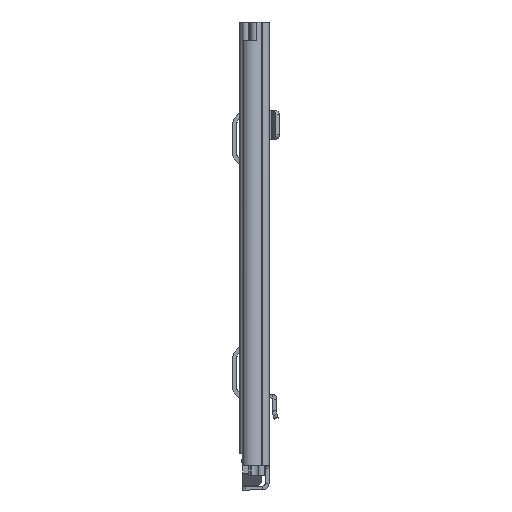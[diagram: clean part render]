
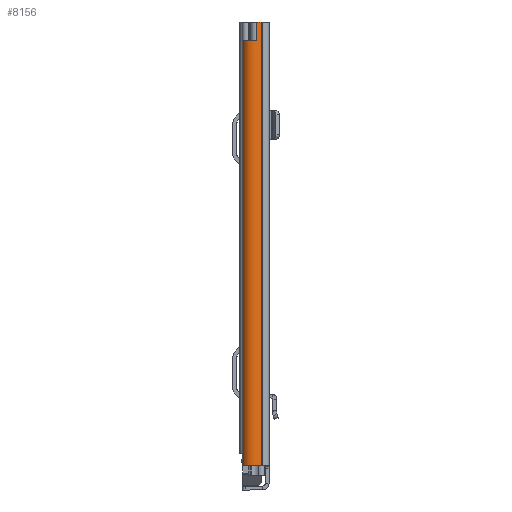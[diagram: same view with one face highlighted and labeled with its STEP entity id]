
A CAD part, front view. The second image highlights one B-rep face of the part: STEP entity #8156.
In plain terms, the highlighted cylindrical face has radius 7.6 mm (diameter 15.2 mm), a partial arc.
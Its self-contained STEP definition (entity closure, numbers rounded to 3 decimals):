
#57 = VERTEX_POINT ( 'NONE', #14912 ) ;
#206 = CARTESIAN_POINT ( 'NONE',  ( 5.244, 35.891, -288.8 ) ) ;
#305 = CYLINDRICAL_SURFACE ( 'NONE', #942, 7.6 ) ;
#354 = DIRECTION ( 'NONE',  ( 0., 0., 1. ) ) ;
#755 = DIRECTION ( 'NONE',  ( 0., 0., 1. ) ) ;
#852 = DIRECTION ( 'NONE',  ( 1., 0., 0. ) ) ;
#942 = AXIS2_PLACEMENT_3D ( 'NONE', #2001, #3039, #3315 ) ;
#1055 = CARTESIAN_POINT ( 'NONE',  ( 10.602, 30.5, -288.8 ) ) ;
#1062 = CIRCLE ( 'NONE', #11496, 7.6 ) ;
#1412 = CARTESIAN_POINT ( 'NONE',  ( 5.244, 35.891, 0. ) ) ;
#1670 = EDGE_CURVE ( 'NONE', #8646, #5222, #1933, .T. ) ;
#1879 = EDGE_CURVE ( 'NONE', #14772, #57, #1062, .T. ) ;
#1933 = CIRCLE ( 'NONE', #2515, 7.6 ) ;
#2001 = CARTESIAN_POINT ( 'NONE',  ( 10.602, 30.5, -304.8 ) ) ;
#2515 = AXIS2_PLACEMENT_3D ( 'NONE', #1055, #13834, #5543 ) ;
#3000 = VERTEX_POINT ( 'NONE', #1412 ) ;
#3039 = DIRECTION ( 'NONE',  ( 0., 0., 1. ) ) ;
#3138 = DIRECTION ( 'NONE',  ( 1., 0., 0. ) ) ;
#3315 = DIRECTION ( 'NONE',  ( 1., 0., 0. ) ) ;
#3932 = ORIENTED_EDGE ( 'NONE', *, *, #9400, .T. ) ;
#4631 = CIRCLE ( 'NONE', #6701, 7.6 ) ;
#4671 = CARTESIAN_POINT ( 'NONE',  ( 5.244, 35.891, -304.8 ) ) ;
#4692 = LINE ( 'NONE', #11582, #5636 ) ;
#5071 = CARTESIAN_POINT ( 'NONE',  ( 16.488, 35.307, -304.8 ) ) ;
#5222 = VERTEX_POINT ( 'NONE', #206 ) ;
#5543 = DIRECTION ( 'NONE',  ( 1., 0., 0. ) ) ;
#5636 = VECTOR ( 'NONE', #16161, 1000. ) ;
#6163 = ORIENTED_EDGE ( 'NONE', *, *, #1670, .T. ) ;
#6277 = ORIENTED_EDGE ( 'NONE', *, *, #12651, .T. ) ;
#6701 = AXIS2_PLACEMENT_3D ( 'NONE', #7248, #12652, #3138 ) ;
#7180 = VECTOR ( 'NONE', #354, 1000. ) ;
#7248 = CARTESIAN_POINT ( 'NONE',  ( 10.602, 30.5, 0. ) ) ;
#7288 = LINE ( 'NONE', #4671, #7180 ) ;
#7953 = CARTESIAN_POINT ( 'NONE',  ( 10.602, 30.5, -12.2 ) ) ;
#8156 = ADVANCED_FACE ( 'NONE', ( #10112 ), #305, .T. ) ;
#8254 = DIRECTION ( 'NONE',  ( 0., 0., -1. ) ) ;
#8646 = VERTEX_POINT ( 'NONE', #14226 ) ;
#9165 = EDGE_LOOP ( 'NONE', ( #13203, #11538, #6163, #6277, #3932, #16833 ) ) ;
#9400 = EDGE_CURVE ( 'NONE', #3000, #12626, #4631, .T. ) ;
#10112 = FACE_OUTER_BOUND ( 'NONE', #9165, .T. ) ;
#10434 = VECTOR ( 'NONE', #8254, 1000. ) ;
#10583 = CARTESIAN_POINT ( 'NONE',  ( 16.488, 35.307, -12.2 ) ) ;
#11496 = AXIS2_PLACEMENT_3D ( 'NONE', #7953, #755, #852 ) ;
#11538 = ORIENTED_EDGE ( 'NONE', *, *, #12221, .T. ) ;
#11582 = CARTESIAN_POINT ( 'NONE',  ( 8.413, 37.778, -304.8 ) ) ;
#12165 = LINE ( 'NONE', #5071, #10434 ) ;
#12221 = EDGE_CURVE ( 'NONE', #14772, #8646, #12165, .T. ) ;
#12626 = VERTEX_POINT ( 'NONE', #15764 ) ;
#12651 = EDGE_CURVE ( 'NONE', #5222, #3000, #7288, .T. ) ;
#12652 = DIRECTION ( 'NONE',  ( 0., 0., -1. ) ) ;
#13203 = ORIENTED_EDGE ( 'NONE', *, *, #1879, .F. ) ;
#13834 = DIRECTION ( 'NONE',  ( 0., 0., 1. ) ) ;
#14226 = CARTESIAN_POINT ( 'NONE',  ( 16.488, 35.307, -288.8 ) ) ;
#14772 = VERTEX_POINT ( 'NONE', #10583 ) ;
#14912 = CARTESIAN_POINT ( 'NONE',  ( 8.413, 37.778, -12.2 ) ) ;
#15764 = CARTESIAN_POINT ( 'NONE',  ( 8.413, 37.778, 0. ) ) ;
#16161 = DIRECTION ( 'NONE',  ( 0., 0., -1. ) ) ;
#16833 = ORIENTED_EDGE ( 'NONE', *, *, #16880, .T. ) ;
#16880 = EDGE_CURVE ( 'NONE', #12626, #57, #4692, .T. ) ;
